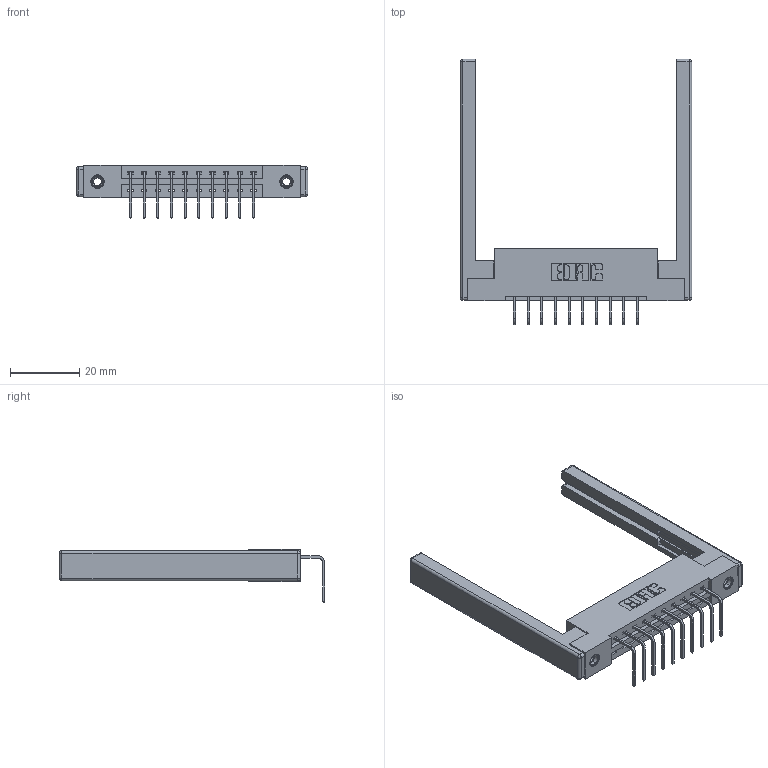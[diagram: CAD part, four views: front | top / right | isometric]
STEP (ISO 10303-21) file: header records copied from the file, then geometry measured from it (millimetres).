
FILE_DESCRIPTION (( 'STEP AP203' ), '1' );
FILE_NAME ('337-010-558-168.STEP', '2019-10-07T11:26:33', ( '' ), ( '' ), 'SwSTEP 2.0', 'SolidWorks 2016', '' );
FILE_SCHEMA (( 'CONFIG_CONTROL_DESIGN' ));
Length unit declared in the file: inch
Products named in the file (5): 337 Part_Flush Mounting Lugs - 0.156 Dia-TI; 307-220-068; 337-010-558-168; 345-292-001_558 Tail - 2; 345-250-001_345-250-001-102
Assembly tree (15 placements, depth 2):
  337-010-558-168
    337 Part_Flush Mounting Lugs - 0.156 Dia-TI
    345-292-001_558 Tail - 2  x10
    345-250-001_345-250-001-102  x2
    307-220-068  x2
Bounding box: 67.06 x 76.9 x 15.37 mm (x, y, z)
Volume: 10993.4 mm3; surface area: 10942.2 mm2
Topology: 15 solids, 15 shells, 908 faces, 2641 edges, 1726 vertices
Faces by surface type: plane 638, cylinder 246, cone 12, sphere 8, torus 4
Entity records: 14416 total; most frequent: CARTESIAN_POINT 2465, ORIENTED_EDGE 2400, DIRECTION 2214, EDGE_CURVE 1200, VECTOR 1022, LINE 1022, VERTEX_POINT 790, AXIS2_PLACEMENT_3D 596
